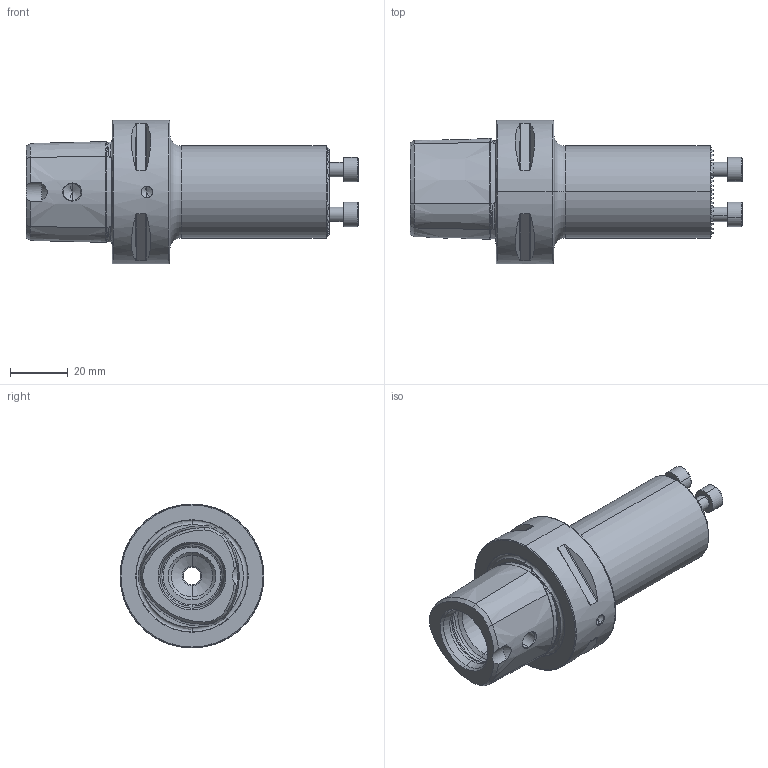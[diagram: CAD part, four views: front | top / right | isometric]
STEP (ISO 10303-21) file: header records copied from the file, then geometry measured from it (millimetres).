
FILE_DESCRIPTION (( 'STEP AP214' ), '1' );
FILE_NAME ('PS5.WK2.032.110.STEP', '2020-09-16T13:02:03', ( '' ), ( '' ), 'SwSTEP 2.0', 'SolidWorks 2017', '' );
FILE_SCHEMA (( 'AUTOMOTIVE_DESIGN' ));
Length unit declared in the file: millimetre
Products named in the file (4): DIN 3771 - 6x1; PS5.WK2.032.110; PS5-WK2.032.110_B; ISO 4762 - M5 x 14
Assembly tree (5 placements, depth 2):
  PS5.WK2.032.110
    PS5-WK2.032.110_B
    ISO 4762 - M5 x 14  x3
    DIN 3771 - 6x1
Bounding box: 115.4 x 50 x 50 mm (x, y, z)
Volume: 96697.5 mm3; surface area: 22091.2 mm2
Topology: 5 solids, 5 shells, 421 faces, 1083 edges, 669 vertices
Faces by surface type: plane 197, cylinder 97, cone 79, torus 48
Entity records: 12954 total; most frequent: CARTESIAN_POINT 4111, ORIENTED_EDGE 1906, DIRECTION 1656, EDGE_CURVE 953, AXIS2_PLACEMENT_3D 664, VERTEX_POINT 603, EDGE_LOOP 384, FACE_OUTER_BOUND 367
